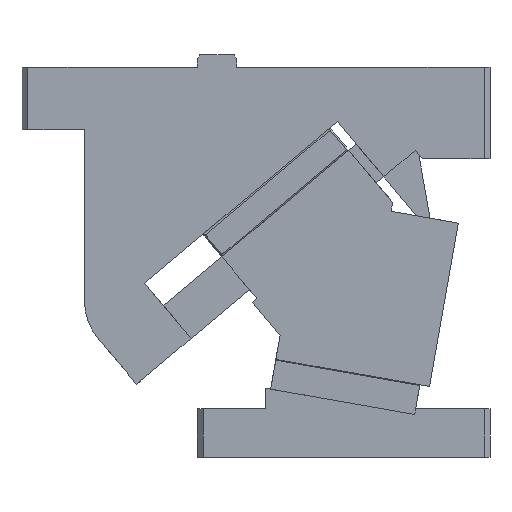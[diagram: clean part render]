
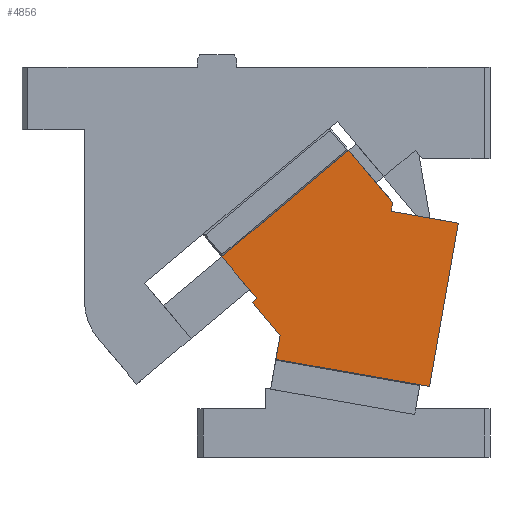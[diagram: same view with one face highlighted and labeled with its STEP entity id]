
A CAD part, front view. The second image highlights one B-rep face of the part: STEP entity #4856.
In plain terms, the highlighted planar face has unit normal (0, -1, 0).
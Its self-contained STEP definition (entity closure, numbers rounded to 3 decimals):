
#4676=CARTESIAN_POINT('Control Point',(30.441,0.,81.438)) ;
#4677=CARTESIAN_POINT('Control Point',(26.842,0.,85.728)) ;
#4678=CARTESIAN_POINT('Control Point',(23.242,0.,90.018)) ;
#4679=CARTESIAN_POINT('Control Point',(19.643,0.,94.308)) ;
#4680=CARTESIAN_POINT('Control Point',(16.043,0.,98.598)) ;
#4681=CARTESIAN_POINT('Control Point',(12.443,0.,102.887)) ;
#4682=CARTESIAN_POINT('Vertex',(30.441,0.,81.438)) ;
#4684=CARTESIAN_POINT('Vertex',(12.443,0.,102.887)) ;
#4754=CARTESIAN_POINT('Axis2P3D Location',(24.084,0.,28.665)) ;
#4760=CARTESIAN_POINT('Control Point',(99.255,0.,126.152)) ;
#4761=CARTESIAN_POINT('Control Point',(106.148,0.,124.937)) ;
#4762=CARTESIAN_POINT('Control Point',(113.042,0.,123.721)) ;
#4763=CARTESIAN_POINT('Control Point',(119.936,0.,122.506)) ;
#4764=CARTESIAN_POINT('Control Point',(126.829,0.,121.29)) ;
#4765=CARTESIAN_POINT('Control Point',(133.723,0.,120.075)) ;
#4766=CARTESIAN_POINT('Vertex',(99.255,0.,126.152)) ;
#4768=CARTESIAN_POINT('Vertex',(133.723,0.,120.075)) ;
#4772=CARTESIAN_POINT('Control Point',(100.058,0.,130.709)) ;
#4773=CARTESIAN_POINT('Control Point',(99.897,0.,129.797)) ;
#4774=CARTESIAN_POINT('Control Point',(99.737,0.,128.886)) ;
#4775=CARTESIAN_POINT('Control Point',(99.576,0.,127.975)) ;
#4776=CARTESIAN_POINT('Control Point',(99.415,0.,127.064)) ;
#4777=CARTESIAN_POINT('Control Point',(99.255,0.,126.152)) ;
#4778=CARTESIAN_POINT('Vertex',(100.058,0.,130.709)) ;
#4782=CARTESIAN_POINT('Control Point',(77.557,0.,157.524)) ;
#4783=CARTESIAN_POINT('Control Point',(82.057,0.,152.161)) ;
#4784=CARTESIAN_POINT('Control Point',(86.557,0.,146.798)) ;
#4785=CARTESIAN_POINT('Control Point',(91.058,0.,141.435)) ;
#4786=CARTESIAN_POINT('Control Point',(95.558,0.,136.072)) ;
#4787=CARTESIAN_POINT('Control Point',(100.058,0.,130.709)) ;
#4788=CARTESIAN_POINT('Vertex',(77.557,0.,157.524)) ;
#4792=CARTESIAN_POINT('Control Point',(12.443,0.,102.887)) ;
#4793=CARTESIAN_POINT('Control Point',(25.466,0.,113.815)) ;
#4794=CARTESIAN_POINT('Control Point',(38.489,0.,124.742)) ;
#4795=CARTESIAN_POINT('Control Point',(51.512,0.,135.67)) ;
#4796=CARTESIAN_POINT('Control Point',(64.534,0.,146.597)) ;
#4797=CARTESIAN_POINT('Control Point',(77.557,0.,157.524)) ;
#4800=CARTESIAN_POINT('Control Point',(28.143,0.,79.51)) ;
#4801=CARTESIAN_POINT('Control Point',(28.603,0.,79.895)) ;
#4802=CARTESIAN_POINT('Control Point',(29.062,0.,80.281)) ;
#4803=CARTESIAN_POINT('Control Point',(29.522,0.,80.667)) ;
#4804=CARTESIAN_POINT('Control Point',(29.982,0.,81.052)) ;
#4805=CARTESIAN_POINT('Control Point',(30.441,0.,81.438)) ;
#4806=CARTESIAN_POINT('Vertex',(28.143,0.,79.51)) ;
#4810=CARTESIAN_POINT('Control Point',(42.351,0.,62.578)) ;
#4811=CARTESIAN_POINT('Control Point',(39.509,0.,65.964)) ;
#4812=CARTESIAN_POINT('Control Point',(36.668,0.,69.351)) ;
#4813=CARTESIAN_POINT('Control Point',(33.826,0.,72.737)) ;
#4814=CARTESIAN_POINT('Control Point',(30.985,0.,76.123)) ;
#4815=CARTESIAN_POINT('Control Point',(28.143,0.,79.51)) ;
#4816=CARTESIAN_POINT('Vertex',(42.351,0.,62.578)) ;
#4820=CARTESIAN_POINT('Control Point',(40.178,0.,50.258)) ;
#4821=CARTESIAN_POINT('Control Point',(40.613,0.,52.722)) ;
#4822=CARTESIAN_POINT('Control Point',(41.047,0.,55.186)) ;
#4823=CARTESIAN_POINT('Control Point',(41.482,0.,57.65)) ;
#4824=CARTESIAN_POINT('Control Point',(41.916,0.,60.114)) ;
#4825=CARTESIAN_POINT('Control Point',(42.351,0.,62.578)) ;
#4826=CARTESIAN_POINT('Vertex',(40.178,0.,50.258)) ;
#4829=CARTESIAN_POINT('Line Origine',(79.571,0.,43.312)) ;
#4833=CARTESIAN_POINT('Vertex',(118.963,0.,36.366)) ;
#4837=CARTESIAN_POINT('Control Point',(133.723,0.,120.075)) ;
#4838=CARTESIAN_POINT('Control Point',(130.771,0.,103.333)) ;
#4839=CARTESIAN_POINT('Control Point',(127.819,0.,86.591)) ;
#4840=CARTESIAN_POINT('Control Point',(124.867,0.,69.849)) ;
#4841=CARTESIAN_POINT('Control Point',(121.915,0.,53.108)) ;
#4842=CARTESIAN_POINT('Control Point',(118.963,0.,36.366)) ;
#4755=DIRECTION('Axis2P3D Direction',(0.,-1.,0.)) ;
#4756=DIRECTION('Axis2P3D XDirection',(0.985,0.,-0.174)) ;
#4830=DIRECTION('Vector Direction',(0.985,0.,-0.174)) ;
#4757=AXIS2_PLACEMENT_3D('Plane Axis2P3D',#4754,#4755,#4756) ;
#4845=ORIENTED_EDGE('',*,*,#4770,.F.) ;
#4846=ORIENTED_EDGE('',*,*,#4780,.F.) ;
#4847=ORIENTED_EDGE('',*,*,#4790,.F.) ;
#4848=ORIENTED_EDGE('',*,*,#4798,.F.) ;
#4849=ORIENTED_EDGE('',*,*,#4686,.F.) ;
#4850=ORIENTED_EDGE('',*,*,#4808,.F.) ;
#4851=ORIENTED_EDGE('',*,*,#4818,.F.) ;
#4852=ORIENTED_EDGE('',*,*,#4828,.F.) ;
#4853=ORIENTED_EDGE('',*,*,#4835,.T.) ;
#4854=ORIENTED_EDGE('',*,*,#4843,.F.) ;
#4831=VECTOR('Line Direction',#4830,1.) ;
#4856=ADVANCED_FACE('CAM SLIDER',(#4855),#4758,.T.) ;
#4675=B_SPLINE_CURVE_WITH_KNOTS('',5,(#4676,#4677,#4678,#4679,#4680,#4681),.UNSPECIFIED.,.F.,.U.,(6,6),(0.,28.),.UNSPECIFIED.) ;
#4759=B_SPLINE_CURVE_WITH_KNOTS('',5,(#4760,#4761,#4762,#4763,#4764,#4765),.UNSPECIFIED.,.F.,.U.,(6,6),(0.,35.),.UNSPECIFIED.) ;
#4771=B_SPLINE_CURVE_WITH_KNOTS('',5,(#4772,#4773,#4774,#4775,#4776,#4777),.UNSPECIFIED.,.F.,.U.,(6,6),(0.,4.627),.UNSPECIFIED.) ;
#4781=B_SPLINE_CURVE_WITH_KNOTS('',5,(#4782,#4783,#4784,#4785,#4786,#4787),.UNSPECIFIED.,.F.,.U.,(6,6),(0.,35.005),.UNSPECIFIED.) ;
#4791=B_SPLINE_CURVE_WITH_KNOTS('',5,(#4792,#4793,#4794,#4795,#4796,#4797),.UNSPECIFIED.,.F.,.U.,(6,6),(0.,85.),.UNSPECIFIED.) ;
#4799=B_SPLINE_CURVE_WITH_KNOTS('',5,(#4800,#4801,#4802,#4803,#4804,#4805),.UNSPECIFIED.,.F.,.U.,(6,6),(0.,3.),.UNSPECIFIED.) ;
#4809=B_SPLINE_CURVE_WITH_KNOTS('',5,(#4810,#4811,#4812,#4813,#4814,#4815),.UNSPECIFIED.,.F.,.U.,(6,6),(0.,22.103),.UNSPECIFIED.) ;
#4819=B_SPLINE_CURVE_WITH_KNOTS('',5,(#4820,#4821,#4822,#4823,#4824,#4825),.UNSPECIFIED.,.F.,.U.,(6,6),(0.,12.51),.UNSPECIFIED.) ;
#4836=B_SPLINE_CURVE_WITH_KNOTS('',5,(#4837,#4838,#4839,#4840,#4841,#4842),.UNSPECIFIED.,.F.,.U.,(6,6),(0.,85.),.UNSPECIFIED.) ;
#4686=EDGE_CURVE('',#4683,#4685,#4675,.T.) ;
#4770=EDGE_CURVE('',#4767,#4769,#4759,.T.) ;
#4780=EDGE_CURVE('',#4779,#4767,#4771,.T.) ;
#4790=EDGE_CURVE('',#4789,#4779,#4781,.T.) ;
#4798=EDGE_CURVE('',#4685,#4789,#4791,.T.) ;
#4808=EDGE_CURVE('',#4807,#4683,#4799,.T.) ;
#4818=EDGE_CURVE('',#4817,#4807,#4809,.T.) ;
#4828=EDGE_CURVE('',#4827,#4817,#4819,.T.) ;
#4835=EDGE_CURVE('',#4827,#4834,#4832,.T.) ;
#4843=EDGE_CURVE('',#4769,#4834,#4836,.T.) ;
#4844=EDGE_LOOP('',(#4845,#4846,#4847,#4848,#4849,#4850,#4851,#4852,#4853,#4854)) ;
#4855=FACE_OUTER_BOUND('',#4844,.T.) ;
#4832=LINE('Line',#4829,#4831) ;
#4758=PLANE('Plane',#4757) ;
#4683=VERTEX_POINT('',#4682) ;
#4685=VERTEX_POINT('',#4684) ;
#4767=VERTEX_POINT('',#4766) ;
#4769=VERTEX_POINT('',#4768) ;
#4779=VERTEX_POINT('',#4778) ;
#4789=VERTEX_POINT('',#4788) ;
#4807=VERTEX_POINT('',#4806) ;
#4817=VERTEX_POINT('',#4816) ;
#4827=VERTEX_POINT('',#4826) ;
#4834=VERTEX_POINT('',#4833) ;
